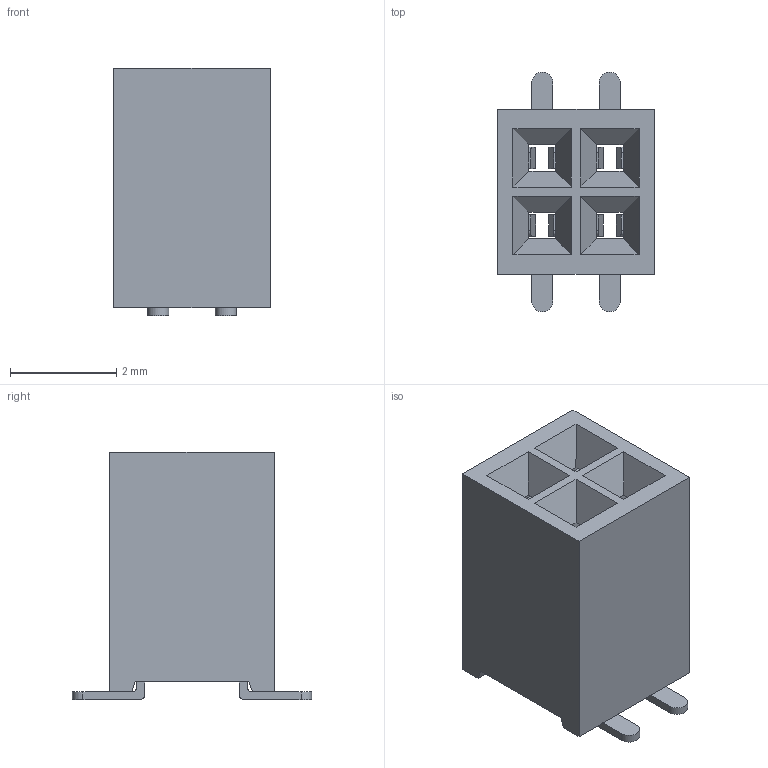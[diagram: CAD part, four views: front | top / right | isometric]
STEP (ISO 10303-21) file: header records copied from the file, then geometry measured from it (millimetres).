
FILE_DESCRIPTION (( 'STEP AP214' ), '1' );
FILE_NAME ('11017, LPPB022NFSS-RC.STEP', '2012-11-06T07:51:35', ( '' ), ( '' ), 'SwSTEP 2.0', 'SolidWorks 2012', '' );
FILE_SCHEMA (( 'AUTOMOTIVE_DESIGN' ));
Length unit declared in the file: inch
Products named in the file (1): 11017, LPPB022NFSS-RC
Bounding box: 2.94 x 4.5 x 4.65 mm (x, y, z)
Volume: 30 mm3; surface area: 193.3 mm2
Topology: 5 solids, 5 shells, 366 faces, 1000 edges, 648 vertices
Faces by surface type: plane 278, cylinder 88
Entity records: 16306 total; most frequent: CARTESIAN_POINT 2135, ORIENTED_EDGE 2000, DIRECTION 1862, EDGE_CURVE 1000, VECTOR 808, LINE 808, VERTEX_POINT 648, AXIS2_PLACEMENT_3D 527
